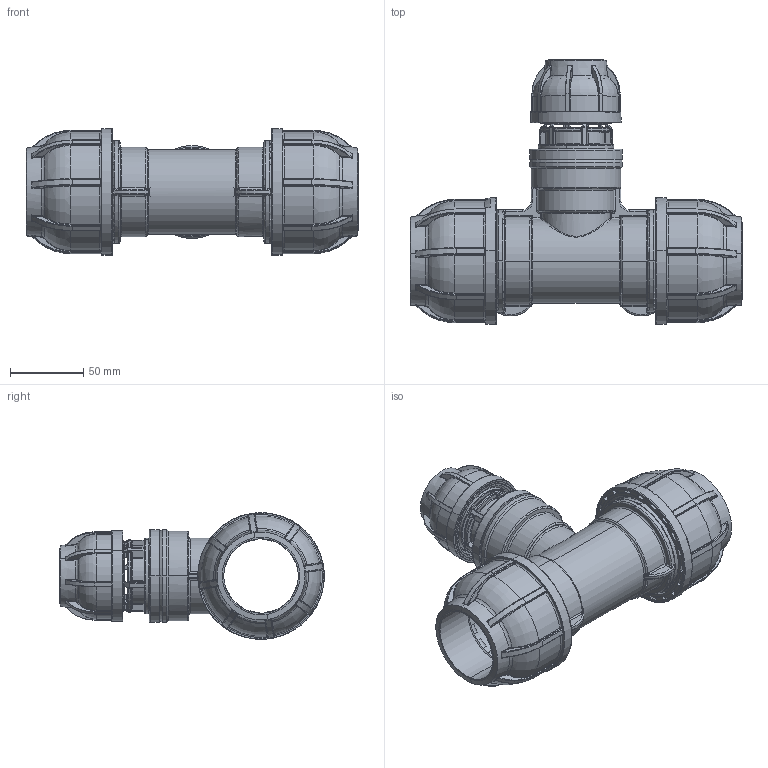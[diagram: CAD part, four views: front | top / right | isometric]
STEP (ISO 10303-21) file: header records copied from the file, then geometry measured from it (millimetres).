
FILE_DESCRIPTION (( 'STEP AP203' ), '1' );
FILE_NAME ('R217.050.032.step', '2013-11-19T09:26:12', ( 'Alusic' ), ( 'Alusic' ), 'SwSTEP 2.0', 'SolidWorks 2011', '' );
FILE_SCHEMA (( 'CONFIG_CONTROL_DESIGN' ));
Length unit declared in the file: millimetre
Products named in the file (1): R217.050.032
Bounding box: 226.9 x 180.9 x 86.5 mm (x, y, z)
Surface area: 142914.1 mm2 (no closed solid volume)
Topology: 0 solids, 82 shells, 1678 faces, 5669 edges, 3825 vertices
Faces by surface type: cylinder 470, bspline 382, plane 377, torus 374, cone 41, sphere 34
Entity records: 82424 total; most frequent: CARTESIAN_POINT 39046, DIRECTION 8540, ORIENTED_EDGE 8540, EDGE_CURVE 5629, VERTEX_POINT 3825, AXIS2_PLACEMENT_3D 3580, CIRCLE 2283, B_SPLINE_CURVE_WITH_KNOTS 1706
